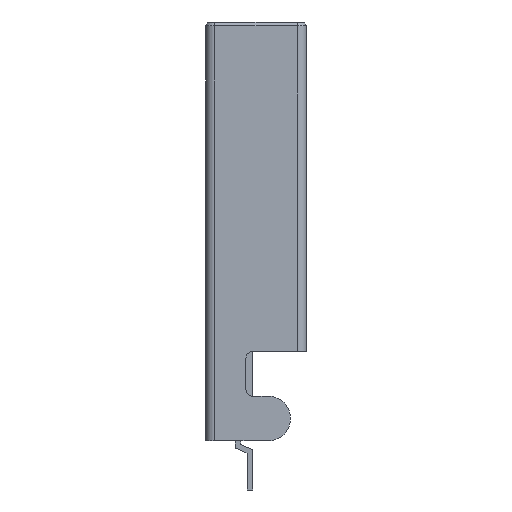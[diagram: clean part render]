
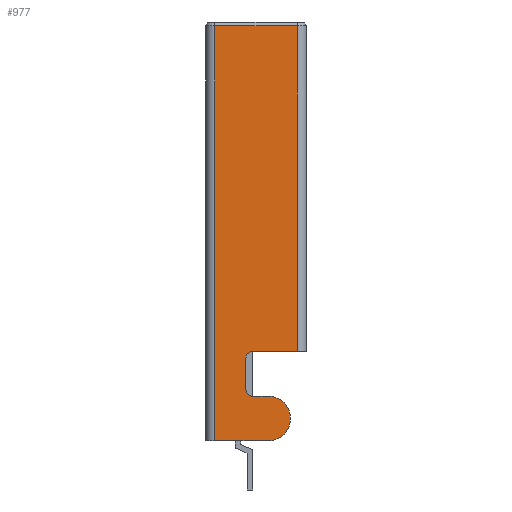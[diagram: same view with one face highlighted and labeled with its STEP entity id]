
A CAD part, left-side view. The second image highlights one B-rep face of the part: STEP entity #977.
In plain terms, the highlighted planar face has unit normal (-1, 0, 0).
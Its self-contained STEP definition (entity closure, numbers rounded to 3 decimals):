
#273 = VECTOR ( 'NONE', #9848, 1000. ) ;
#287 = CARTESIAN_POINT ( 'NONE',  ( -6.025, 1.85, 9.202 ) ) ;
#573 = CARTESIAN_POINT ( 'NONE',  ( -6.025, 0.45, -7.075 ) ) ;
#650 = CARTESIAN_POINT ( 'NONE',  ( -6.025, 0.15, -7.375 ) ) ;
#654 = CIRCLE ( 'NONE', #4066, 0.3 ) ;
#674 = LINE ( 'NONE', #2543, #6401 ) ;
#763 = CARTESIAN_POINT ( 'NONE',  ( -6.025, -1.85, -5.375 ) ) ;
#975 = CIRCLE ( 'NONE', #4935, 1. ) ;
#977 = ADVANCED_FACE ( 'NONE', ( #4151 ), #4614, .T. ) ;
#1029 = VERTEX_POINT ( 'NONE', #4375 ) ;
#1081 = EDGE_CURVE ( 'NONE', #7063, #4253, #5497, .T. ) ;
#1227 = DIRECTION ( 'NONE',  ( -1., 0., 0. ) ) ;
#1519 = EDGE_CURVE ( 'NONE', #5456, #4597, #975, .T. ) ;
#1528 = DIRECTION ( 'NONE',  ( -1., 0., 0. ) ) ;
#1647 = ORIENTED_EDGE ( 'NONE', *, *, #7440, .F. ) ;
#2122 = LINE ( 'NONE', #6742, #273 ) ;
#2146 = CARTESIAN_POINT ( 'NONE',  ( -6.025, 0.15, -5.375 ) ) ;
#2197 = VERTEX_POINT ( 'NONE', #9168 ) ;
#2436 = EDGE_CURVE ( 'NONE', #1029, #5453, #3079, .T. ) ;
#2484 = DIRECTION ( 'NONE',  ( 0., 1., 0. ) ) ;
#2543 = CARTESIAN_POINT ( 'NONE',  ( -6.025, -0.55, -9.375 ) ) ;
#3079 = LINE ( 'NONE', #7915, #7212 ) ;
#3254 = LINE ( 'NONE', #287, #7395 ) ;
#3334 = ORIENTED_EDGE ( 'NONE', *, *, #6666, .T. ) ;
#3347 = LINE ( 'NONE', #763, #5156 ) ;
#3425 = LINE ( 'NONE', #9519, #5249 ) ;
#3490 = CARTESIAN_POINT ( 'NONE',  ( -6.025, 0.45, -5.675 ) ) ;
#3694 = CARTESIAN_POINT ( 'NONE',  ( -6.025, 0.15, -5.675 ) ) ;
#3812 = ORIENTED_EDGE ( 'NONE', *, *, #5435, .T. ) ;
#3914 = ORIENTED_EDGE ( 'NONE', *, *, #4237, .T. ) ;
#4066 = AXIS2_PLACEMENT_3D ( 'NONE', #3694, #9124, #4474 ) ;
#4084 = CIRCLE ( 'NONE', #6807, 0.3 ) ;
#4097 = VERTEX_POINT ( 'NONE', #7824 ) ;
#4151 = FACE_OUTER_BOUND ( 'NONE', #5207, .T. ) ;
#4237 = EDGE_CURVE ( 'NONE', #7799, #7063, #4084, .T. ) ;
#4253 = VERTEX_POINT ( 'NONE', #3490 ) ;
#4258 = CARTESIAN_POINT ( 'NONE',  ( -6.025, 0.15, -7.075 ) ) ;
#4280 = ORIENTED_EDGE ( 'NONE', *, *, #4950, .F. ) ;
#4375 = CARTESIAN_POINT ( 'NONE',  ( -6.025, -1.85, -5.375 ) ) ;
#4474 = DIRECTION ( 'NONE',  ( 0., 1., 0. ) ) ;
#4597 = VERTEX_POINT ( 'NONE', #8564 ) ;
#4614 = PLANE ( 'NONE',  #8902 ) ;
#4935 = AXIS2_PLACEMENT_3D ( 'NONE', #5895, #1227, #6681 ) ;
#4950 = EDGE_CURVE ( 'NONE', #5456, #4097, #674, .T. ) ;
#5044 = DIRECTION ( 'NONE',  ( 0., 0., -1. ) ) ;
#5111 = CARTESIAN_POINT ( 'NONE',  ( -6.025, 0.45, -7.075 ) ) ;
#5156 = VECTOR ( 'NONE', #5411, 1000. ) ;
#5167 = ORIENTED_EDGE ( 'NONE', *, *, #2436, .F. ) ;
#5207 = EDGE_LOOP ( 'NONE', ( #1647, #3914, #5692, #3812, #5167, #3334, #7635, #7758, #4280, #7803 ) ) ;
#5249 = VECTOR ( 'NONE', #7219, 1000. ) ;
#5411 = DIRECTION ( 'NONE',  ( 0., 0., 1. ) ) ;
#5435 = EDGE_CURVE ( 'NONE', #4253, #5453, #654, .T. ) ;
#5453 = VERTEX_POINT ( 'NONE', #2146 ) ;
#5456 = VERTEX_POINT ( 'NONE', #7573 ) ;
#5497 = LINE ( 'NONE', #573, #6844 ) ;
#5692 = ORIENTED_EDGE ( 'NONE', *, *, #1081, .T. ) ;
#5731 = DIRECTION ( 'NONE',  ( 0., -1., 0. ) ) ;
#5821 = CARTESIAN_POINT ( 'NONE',  ( -6.025, -1.85, 9.202 ) ) ;
#5895 = CARTESIAN_POINT ( 'NONE',  ( -6.025, -0.55, -8.375 ) ) ;
#5908 = VERTEX_POINT ( 'NONE', #5821 ) ;
#6195 = CARTESIAN_POINT ( 'NONE',  ( -6.025, 1.85, -9.375 ) ) ;
#6401 = VECTOR ( 'NONE', #7202, 1000. ) ;
#6666 = EDGE_CURVE ( 'NONE', #1029, #5908, #3347, .T. ) ;
#6681 = DIRECTION ( 'NONE',  ( 0., 0., -1. ) ) ;
#6742 = CARTESIAN_POINT ( 'NONE',  ( -6.025, 1.85, -9.375 ) ) ;
#6807 = AXIS2_PLACEMENT_3D ( 'NONE', #4258, #9704, #5044 ) ;
#6844 = VECTOR ( 'NONE', #7581, 1000. ) ;
#6975 = DIRECTION ( 'NONE',  ( 0., 0., 1. ) ) ;
#7063 = VERTEX_POINT ( 'NONE', #5111 ) ;
#7202 = DIRECTION ( 'NONE',  ( 0., 1., 0. ) ) ;
#7212 = VECTOR ( 'NONE', #2484, 1000. ) ;
#7219 = DIRECTION ( 'NONE',  ( 0., -1., 0. ) ) ;
#7395 = VECTOR ( 'NONE', #5731, 1000. ) ;
#7440 = EDGE_CURVE ( 'NONE', #7799, #4597, #3425, .T. ) ;
#7573 = CARTESIAN_POINT ( 'NONE',  ( -6.025, -0.55, -9.375 ) ) ;
#7581 = DIRECTION ( 'NONE',  ( 0., 0., 1. ) ) ;
#7635 = ORIENTED_EDGE ( 'NONE', *, *, #8070, .F. ) ;
#7758 = ORIENTED_EDGE ( 'NONE', *, *, #9760, .F. ) ;
#7799 = VERTEX_POINT ( 'NONE', #650 ) ;
#7803 = ORIENTED_EDGE ( 'NONE', *, *, #1519, .T. ) ;
#7824 = CARTESIAN_POINT ( 'NONE',  ( -6.025, 1.85, -9.375 ) ) ;
#7915 = CARTESIAN_POINT ( 'NONE',  ( -6.025, -1.85, -5.375 ) ) ;
#8070 = EDGE_CURVE ( 'NONE', #2197, #5908, #3254, .T. ) ;
#8564 = CARTESIAN_POINT ( 'NONE',  ( -6.025, -0.55, -7.375 ) ) ;
#8902 = AXIS2_PLACEMENT_3D ( 'NONE', #6195, #1528, #6975 ) ;
#9124 = DIRECTION ( 'NONE',  ( 1., 0., 0. ) ) ;
#9168 = CARTESIAN_POINT ( 'NONE',  ( -6.025, 1.85, 9.202 ) ) ;
#9519 = CARTESIAN_POINT ( 'NONE',  ( -6.025, 0.15, -7.375 ) ) ;
#9704 = DIRECTION ( 'NONE',  ( 1., 0., 0. ) ) ;
#9760 = EDGE_CURVE ( 'NONE', #4097, #2197, #2122, .T. ) ;
#9848 = DIRECTION ( 'NONE',  ( 0., 0., 1. ) ) ;
